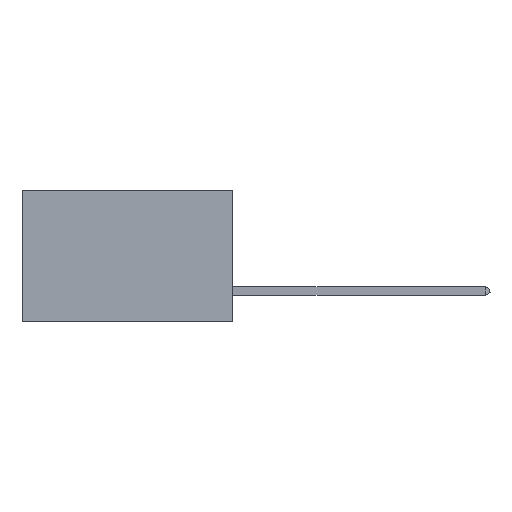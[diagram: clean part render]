
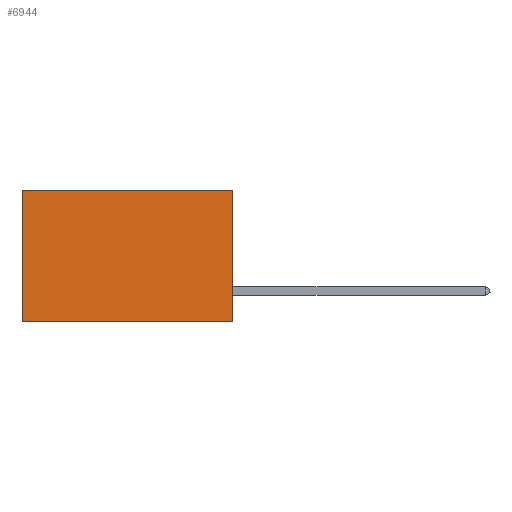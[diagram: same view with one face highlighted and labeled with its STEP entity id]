
A CAD part, left-side view. The second image highlights one B-rep face of the part: STEP entity #6944.
In plain terms, the highlighted planar face has unit normal (-1, 0, 0).
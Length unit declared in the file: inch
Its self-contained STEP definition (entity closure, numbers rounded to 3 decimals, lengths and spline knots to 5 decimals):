
#581 = CARTESIAN_POINT ( 'NONE',  ( 0.2875, 0.6, -0.375 ) ) ;
#585 = EDGE_CURVE ( 'NONE', #5597, #1778, #1946, .T. ) ;
#779 = VECTOR ( 'NONE', #2116, 39.37008 ) ;
#829 = LINE ( 'NONE', #6721, #1102 ) ;
#964 = VERTEX_POINT ( 'NONE', #581 ) ;
#1102 = VECTOR ( 'NONE', #4209, 39.37008 ) ;
#1778 = VERTEX_POINT ( 'NONE', #6176 ) ;
#1881 = PLANE ( 'NONE',  #5636 ) ;
#1946 = LINE ( 'NONE', #5037, #3930 ) ;
#1952 = VERTEX_POINT ( 'NONE', #4172 ) ;
#2036 = LINE ( 'NONE', #4895, #8002 ) ;
#2116 = DIRECTION ( 'NONE',  ( 0., 1., 0. ) ) ;
#2355 = EDGE_LOOP ( 'NONE', ( #5753, #4009, #3046, #7629 ) ) ;
#2384 = CARTESIAN_POINT ( 'NONE',  ( 0.2875, 0., 0. ) ) ;
#3046 = ORIENTED_EDGE ( 'NONE', *, *, #585, .F. ) ;
#3115 = CARTESIAN_POINT ( 'NONE',  ( 0.2875, 0., 0. ) ) ;
#3930 = VECTOR ( 'NONE', #4608, 39.37008 ) ;
#4009 = ORIENTED_EDGE ( 'NONE', *, *, #4399, .F. ) ;
#4172 = CARTESIAN_POINT ( 'NONE',  ( 0.2875, 0.6, 0. ) ) ;
#4209 = DIRECTION ( 'NONE',  ( 0., 1., 0. ) ) ;
#4399 = EDGE_CURVE ( 'NONE', #1778, #964, #829, .T. ) ;
#4608 = DIRECTION ( 'NONE',  ( 0., 0., -1. ) ) ;
#4895 = CARTESIAN_POINT ( 'NONE',  ( 0.2875, 0.6, -0.375 ) ) ;
#5037 = CARTESIAN_POINT ( 'NONE',  ( 0.2875, 0., -0.375 ) ) ;
#5553 = DIRECTION ( 'NONE',  ( 0., 0., -1. ) ) ;
#5570 = DIRECTION ( 'NONE',  ( 0., 0., -1. ) ) ;
#5597 = VERTEX_POINT ( 'NONE', #2384 ) ;
#5636 = AXIS2_PLACEMENT_3D ( 'NONE', #6147, #6265, #5570 ) ;
#5753 = ORIENTED_EDGE ( 'NONE', *, *, #5966, .T. ) ;
#5946 = LINE ( 'NONE', #3115, #779 ) ;
#5966 = EDGE_CURVE ( 'NONE', #1952, #964, #2036, .T. ) ;
#6046 = FACE_OUTER_BOUND ( 'NONE', #2355, .T. ) ;
#6147 = CARTESIAN_POINT ( 'NONE',  ( 0.2875, 0., -0.375 ) ) ;
#6176 = CARTESIAN_POINT ( 'NONE',  ( 0.2875, 0., -0.375 ) ) ;
#6265 = DIRECTION ( 'NONE',  ( 1., 0., 0. ) ) ;
#6721 = CARTESIAN_POINT ( 'NONE',  ( 0.2875, 0., -0.375 ) ) ;
#6944 = ADVANCED_FACE ( 'NONE', ( #6046 ), #1881, .F. ) ;
#7512 = EDGE_CURVE ( 'NONE', #5597, #1952, #5946, .T. ) ;
#7629 = ORIENTED_EDGE ( 'NONE', *, *, #7512, .T. ) ;
#8002 = VECTOR ( 'NONE', #5553, 39.37008 ) ;
